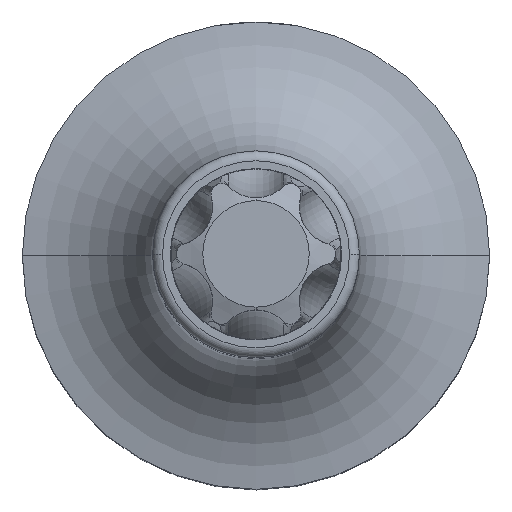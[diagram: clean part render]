
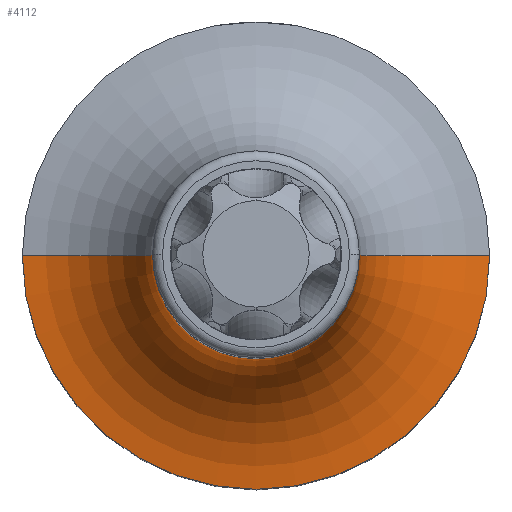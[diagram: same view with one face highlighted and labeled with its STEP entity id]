
A CAD part, top view. The second image highlights one B-rep face of the part: STEP entity #4112.
In plain terms, the highlighted toroidal (fillet/blend) face has major radius 17.3 mm and minor radius 10 mm.
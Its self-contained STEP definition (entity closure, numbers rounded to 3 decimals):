
#3678=CARTESIAN_POINT('',(0.,0.,26.7));
#3679=DIRECTION('',(0.,0.,1.));
#3680=DIRECTION('',(1.,0.,0.));
#3681=AXIS2_PLACEMENT_3D('',#3678,#3679,#3680);
#3686=CARTESIAN_POINT('',(17.3,0.,36.668));
#3687=DIRECTION('',(0.,1.,0.));
#3688=DIRECTION('',(-0.08,0.,-0.997));
#3689=AXIS2_PLACEMENT_3D('',#3686,#3687,#3688);
#3694=CARTESIAN_POINT('',(-17.3,0.,36.668));
#3695=DIRECTION('',(0.,-1.,0.));
#3696=DIRECTION('',(0.08,0.,-0.997));
#3697=AXIS2_PLACEMENT_3D('',#3694,#3695,#3696);
#3827=CARTESIAN_POINT('',(0.,0.,36.668));
#3828=DIRECTION('',(0.,0.,1.));
#3829=DIRECTION('',(1.,0.,0.));
#3830=AXIS2_PLACEMENT_3D('',#3827,#3828,#3829);
#3842=CARTESIAN_POINT('',(-16.5,0.,26.7));
#3843=CARTESIAN_POINT('',(16.5,0.,26.7));
#3844=VERTEX_POINT('',#3842);
#3845=VERTEX_POINT('',#3843);
#3846=CARTESIAN_POINT('',(-7.3,0.,36.668));
#3847=CARTESIAN_POINT('',(7.3,0.,36.668));
#3848=VERTEX_POINT('',#3846);
#3849=VERTEX_POINT('',#3847);
#4098=CARTESIAN_POINT('',(0.,0.,36.668));
#4099=DIRECTION('',(0.,0.,1.));
#4100=DIRECTION('',(1.,0.,0.));
#4101=AXIS2_PLACEMENT_3D('',#4098,#4099,#4100);
#4102=TOROIDAL_SURFACE('',#4101,17.3,10.);
#4103=ORIENTED_EDGE('',*,*,#4092,.F.);
#4105=ORIENTED_EDGE('',*,*,#4104,.T.);
#4107=ORIENTED_EDGE('',*,*,#4106,.T.);
#4109=ORIENTED_EDGE('',*,*,#4108,.F.);
#4110=EDGE_LOOP('',(#4103,#4105,#4107,#4109));
#4111=FACE_OUTER_BOUND('',#4110,.F.);
#4112=ADVANCED_FACE('',(#4111),#4102,.F.);
#3682=CIRCLE('',#3681,16.5);
#3690=CIRCLE('',#3689,10.);
#3698=CIRCLE('',#3697,10.);
#3831=CIRCLE('',#3830,7.3);
#4092=EDGE_CURVE('',#3845,#3844,#3682,.T.);
#4104=EDGE_CURVE('',#3845,#3849,#3690,.T.);
#4106=EDGE_CURVE('',#3849,#3848,#3831,.T.);
#4108=EDGE_CURVE('',#3844,#3848,#3698,.T.);
